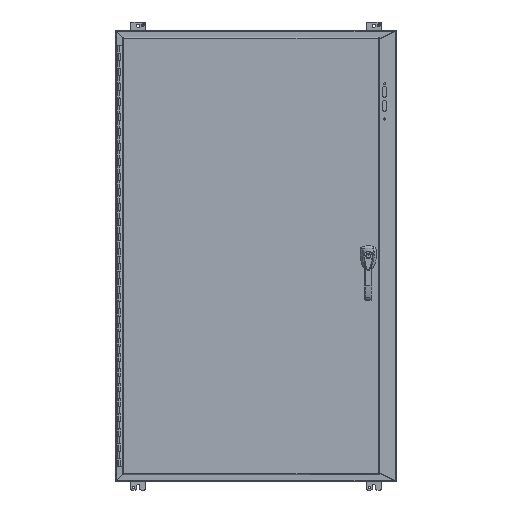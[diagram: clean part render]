
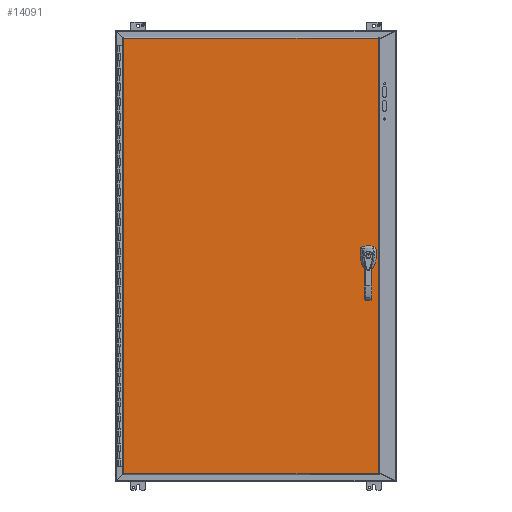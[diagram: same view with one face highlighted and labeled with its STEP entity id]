
A CAD part, front view. The second image highlights one B-rep face of the part: STEP entity #14091.
In plain terms, the highlighted planar face has unit normal (0, -1, 0).
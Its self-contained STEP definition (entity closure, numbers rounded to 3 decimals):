
#498 = DIRECTION ( 'NONE',  ( 0., 1., 0. ) ) ;
#1013 = DIRECTION ( 'NONE',  ( 0., 0., -1. ) ) ;
#1203 = CARTESIAN_POINT ( 'NONE',  ( 14.938, -10.875, 0. ) ) ;
#2013 = VECTOR ( 'NONE', #25435, 39.37 ) ;
#3317 = EDGE_LOOP ( 'NONE', ( #87285, #71919, #17540, #75285 ) ) ;
#3910 = DIRECTION ( 'NONE',  ( 1., 0., 0. ) ) ;
#5654 = DIRECTION ( 'NONE',  ( 0., -1., 0. ) ) ;
#6146 = CARTESIAN_POINT ( 'NONE',  ( 14.739, -10.875, -0.395 ) ) ;
#6287 = AXIS2_PLACEMENT_3D ( 'NONE', #20608, #76431, #59599 ) ;
#6498 = DIRECTION ( 'NONE',  ( 0., 0., -1. ) ) ;
#13139 = VERTEX_POINT ( 'NONE', #90828 ) ;
#14091 = ADVANCED_FACE ( 'NONE', ( #30971, #46754, #93150 ), #101058, .T. ) ;
#17502 = EDGE_CURVE ( 'NONE', #75447, #24798, #64157, .T. ) ;
#17540 = ORIENTED_EDGE ( 'NONE', *, *, #52419, .T. ) ;
#18876 = ORIENTED_EDGE ( 'NONE', *, *, #33992, .T. ) ;
#20608 = CARTESIAN_POINT ( 'NONE',  ( 14.938, -10.875, 0. ) ) ;
#20997 = DIRECTION ( 'NONE',  ( 0., 0., -1. ) ) ;
#21203 = VERTEX_POINT ( 'NONE', #91530 ) ;
#21208 = EDGE_CURVE ( 'NONE', #39848, #54301, #44092, .T. ) ;
#22233 = ORIENTED_EDGE ( 'NONE', *, *, #100937, .T. ) ;
#22270 = VECTOR ( 'NONE', #73301, 39.37 ) ;
#22558 = CARTESIAN_POINT ( 'NONE',  ( -17.749, -10.875, -29.094 ) ) ;
#23411 = EDGE_CURVE ( 'NONE', #54301, #26261, #95820, .T. ) ;
#23779 = DIRECTION ( 'NONE',  ( 0., 1., 0. ) ) ;
#24798 = VERTEX_POINT ( 'NONE', #58903 ) ;
#24920 = VECTOR ( 'NONE', #44612, 39.37 ) ;
#25435 = DIRECTION ( 'NONE',  ( 0., 0., 1. ) ) ;
#25769 = CARTESIAN_POINT ( 'NONE',  ( 16.268, -10.875, -28.986 ) ) ;
#26049 = AXIS2_PLACEMENT_3D ( 'NONE', #22558, #5654, #20997 ) ;
#26261 = VERTEX_POINT ( 'NONE', #93185 ) ;
#28174 = CARTESIAN_POINT ( 'NONE',  ( -17.749, -10.875, 0.396 ) ) ;
#29951 = CIRCLE ( 'NONE', #6287, 0.443 ) ;
#30260 = ORIENTED_EDGE ( 'NONE', *, *, #96718, .T. ) ;
#30971 = FACE_BOUND ( 'NONE', #42012, .T. ) ;
#31157 = CARTESIAN_POINT ( 'NONE',  ( 14.938, -10.875, -1.338 ) ) ;
#31741 = CARTESIAN_POINT ( 'NONE',  ( -17.641, -10.875, -29.094 ) ) ;
#33058 = ORIENTED_EDGE ( 'NONE', *, *, #44916, .T. ) ;
#33992 = EDGE_CURVE ( 'NONE', #26261, #21203, #41235, .T. ) ;
#34325 = AXIS2_PLACEMENT_3D ( 'NONE', #31157, #23779, #72205 ) ;
#38403 = VERTEX_POINT ( 'NONE', #73213 ) ;
#38485 = CARTESIAN_POINT ( 'NONE',  ( 14.938, -10.875, -1.505 ) ) ;
#39848 = VERTEX_POINT ( 'NONE', #81213 ) ;
#40435 = DIRECTION ( 'NONE',  ( 0., 0., 1. ) ) ;
#40550 = AXIS2_PLACEMENT_3D ( 'NONE', #80588, #498, #1013 ) ;
#40903 = VERTEX_POINT ( 'NONE', #42342 ) ;
#40964 = VECTOR ( 'NONE', #3910, 39.37 ) ;
#41235 = LINE ( 'NONE', #72334, #2013 ) ;
#41423 = AXIS2_PLACEMENT_3D ( 'NONE', #52630, #76855, #68451 ) ;
#41669 = EDGE_CURVE ( 'NONE', #68656, #40903, #100330, .T. ) ;
#42012 = EDGE_LOOP ( 'NONE', ( #61105, #64214, #18876, #60369, #55003, #33058, #30260, #84711 ) ) ;
#42342 = CARTESIAN_POINT ( 'NONE',  ( 15.136, -10.875, 0.396 ) ) ;
#44092 = LINE ( 'NONE', #83083, #24920 ) ;
#44612 = DIRECTION ( 'NONE',  ( -1., 0., 0. ) ) ;
#44916 = EDGE_CURVE ( 'NONE', #40903, #102884, #56461, .T. ) ;
#46548 = LINE ( 'NONE', #78697, #61208 ) ;
#46754 = FACE_OUTER_BOUND ( 'NONE', #3317, .T. ) ;
#46785 = EDGE_CURVE ( 'NONE', #13139, #75447, #47578, .T. ) ;
#47578 = LINE ( 'NONE', #64429, #101893 ) ;
#49078 = LINE ( 'NONE', #81220, #22270 ) ;
#51130 = EDGE_LOOP ( 'NONE', ( #85485, #22233 ) ) ;
#52419 = EDGE_CURVE ( 'NONE', #59522, #13139, #80185, .T. ) ;
#52522 = EDGE_CURVE ( 'NONE', #24798, #59522, #49078, .T. ) ;
#52630 = CARTESIAN_POINT ( 'NONE',  ( 14.938, -10.875, -1.338 ) ) ;
#54301 = VERTEX_POINT ( 'NONE', #6146 ) ;
#55003 = ORIENTED_EDGE ( 'NONE', *, *, #41669, .T. ) ;
#56461 = CIRCLE ( 'NONE', #79992, 0.443 ) ;
#58903 = CARTESIAN_POINT ( 'NONE',  ( 16.268, -10.875, 28.986 ) ) ;
#59522 = VERTEX_POINT ( 'NONE', #67962 ) ;
#59599 = DIRECTION ( 'NONE',  ( 0., 0., -1. ) ) ;
#60369 = ORIENTED_EDGE ( 'NONE', *, *, #102602, .T. ) ;
#61105 = ORIENTED_EDGE ( 'NONE', *, *, #21208, .T. ) ;
#61208 = VECTOR ( 'NONE', #6498, 39.37 ) ;
#62469 = CIRCLE ( 'NONE', #40550, 0.443 ) ;
#63586 = CARTESIAN_POINT ( 'NONE',  ( 14.739, -10.875, 0.395 ) ) ;
#64157 = LINE ( 'NONE', #95266, #80022 ) ;
#64214 = ORIENTED_EDGE ( 'NONE', *, *, #23411, .T. ) ;
#64429 = CARTESIAN_POINT ( 'NONE',  ( -17.749, -10.875, -28.986 ) ) ;
#64943 = DIRECTION ( 'NONE',  ( 1., 0., 0. ) ) ;
#64972 = DIRECTION ( 'NONE',  ( 0., 0., -1. ) ) ;
#67962 = CARTESIAN_POINT ( 'NONE',  ( -17.641, -10.875, 28.986 ) ) ;
#68451 = DIRECTION ( 'NONE',  ( 0., 0., -1. ) ) ;
#68656 = VERTEX_POINT ( 'NONE', #63586 ) ;
#71919 = ORIENTED_EDGE ( 'NONE', *, *, #52522, .T. ) ;
#72205 = DIRECTION ( 'NONE',  ( 0., 0., -1. ) ) ;
#72334 = CARTESIAN_POINT ( 'NONE',  ( 14.542, -10.875, -29.094 ) ) ;
#73213 = CARTESIAN_POINT ( 'NONE',  ( 15.333, -10.875, -0.198 ) ) ;
#73301 = DIRECTION ( 'NONE',  ( -1., 0., 0. ) ) ;
#75285 = ORIENTED_EDGE ( 'NONE', *, *, #46785, .T. ) ;
#75447 = VERTEX_POINT ( 'NONE', #25769 ) ;
#76431 = DIRECTION ( 'NONE',  ( 0., 1., 0. ) ) ;
#76855 = DIRECTION ( 'NONE',  ( 0., 1., 0. ) ) ;
#76938 = VERTEX_POINT ( 'NONE', #87750 ) ;
#78697 = CARTESIAN_POINT ( 'NONE',  ( 15.333, -10.875, -29.094 ) ) ;
#79763 = CIRCLE ( 'NONE', #34325, 0.167 ) ;
#79992 = AXIS2_PLACEMENT_3D ( 'NONE', #101988, #86194, #93563 ) ;
#80022 = VECTOR ( 'NONE', #40435, 39.37 ) ;
#80185 = LINE ( 'NONE', #31741, #82847 ) ;
#80588 = CARTESIAN_POINT ( 'NONE',  ( 14.938, -10.875, 0. ) ) ;
#81213 = CARTESIAN_POINT ( 'NONE',  ( 15.136, -10.875, -0.395 ) ) ;
#81220 = CARTESIAN_POINT ( 'NONE',  ( -17.749, -10.875, 28.986 ) ) ;
#82847 = VECTOR ( 'NONE', #96007, 39.37 ) ;
#83083 = CARTESIAN_POINT ( 'NONE',  ( -17.749, -10.875, -0.395 ) ) ;
#84711 = ORIENTED_EDGE ( 'NONE', *, *, #85179, .T. ) ;
#85179 = EDGE_CURVE ( 'NONE', #38403, #39848, #29951, .T. ) ;
#85485 = ORIENTED_EDGE ( 'NONE', *, *, #97338, .T. ) ;
#86194 = DIRECTION ( 'NONE',  ( 0., 1., 0. ) ) ;
#87285 = ORIENTED_EDGE ( 'NONE', *, *, #17502, .T. ) ;
#87750 = CARTESIAN_POINT ( 'NONE',  ( 14.938, -10.875, -1.171 ) ) ;
#89742 = DIRECTION ( 'NONE',  ( 0., 1., 0. ) ) ;
#90556 = VERTEX_POINT ( 'NONE', #38485 ) ;
#90828 = CARTESIAN_POINT ( 'NONE',  ( -17.641, -10.875, -28.986 ) ) ;
#91530 = CARTESIAN_POINT ( 'NONE',  ( 14.542, -10.875, 0.198 ) ) ;
#93150 = FACE_BOUND ( 'NONE', #51130, .T. ) ;
#93185 = CARTESIAN_POINT ( 'NONE',  ( 14.542, -10.875, -0.198 ) ) ;
#93563 = DIRECTION ( 'NONE',  ( 0., 0., -1. ) ) ;
#95266 = CARTESIAN_POINT ( 'NONE',  ( 16.268, -10.875, -29.094 ) ) ;
#95820 = CIRCLE ( 'NONE', #97541, 0.443 ) ;
#96007 = DIRECTION ( 'NONE',  ( 0., 0., -1. ) ) ;
#96718 = EDGE_CURVE ( 'NONE', #102884, #38403, #46548, .T. ) ;
#97338 = EDGE_CURVE ( 'NONE', #90556, #76938, #79763, .T. ) ;
#97541 = AXIS2_PLACEMENT_3D ( 'NONE', #1203, #89742, #64972 ) ;
#100330 = LINE ( 'NONE', #28174, #40964 ) ;
#100937 = EDGE_CURVE ( 'NONE', #76938, #90556, #103711, .T. ) ;
#101058 = PLANE ( 'NONE',  #26049 ) ;
#101893 = VECTOR ( 'NONE', #64943, 39.37 ) ;
#101988 = CARTESIAN_POINT ( 'NONE',  ( 14.938, -10.875, 0. ) ) ;
#102602 = EDGE_CURVE ( 'NONE', #21203, #68656, #62469, .T. ) ;
#102884 = VERTEX_POINT ( 'NONE', #103681 ) ;
#103681 = CARTESIAN_POINT ( 'NONE',  ( 15.333, -10.875, 0.198 ) ) ;
#103711 = CIRCLE ( 'NONE', #41423, 0.167 ) ;
